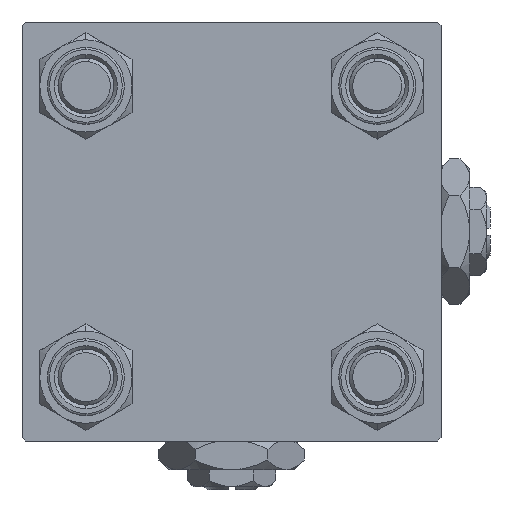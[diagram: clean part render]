
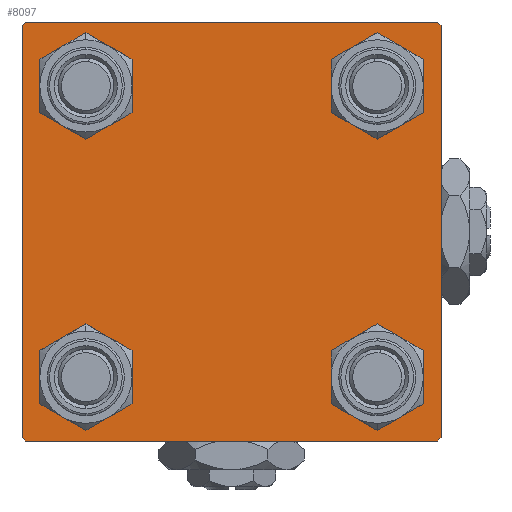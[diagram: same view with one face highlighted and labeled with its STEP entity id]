
A CAD part, left-side view. The second image highlights one B-rep face of the part: STEP entity #8097.
In plain terms, the highlighted planar face has unit normal (-1, 0, 0).
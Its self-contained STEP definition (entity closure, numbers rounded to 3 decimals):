
#310 = CARTESIAN_POINT ( 'NONE',  ( 0., 29.5, -30. ) ) ;
#523 = EDGE_CURVE ( 'NONE', #47673, #43494, #23758, .T. ) ;
#1257 = EDGE_CURVE ( 'NONE', #32731, #36031, #26735, .T. ) ;
#1457 = ORIENTED_EDGE ( 'NONE', *, *, #15196, .T. ) ;
#2130 = FACE_BOUND ( 'NONE', #51018, .T. ) ;
#2487 = AXIS2_PLACEMENT_3D ( 'NONE', #7818, #24089, #49167 ) ;
#2797 = CARTESIAN_POINT ( 'NONE',  ( 0., 29.75, 29.75 ) ) ;
#3147 = CARTESIAN_POINT ( 'NONE',  ( 0., 20.85, -16.35 ) ) ;
#3178 = DIRECTION ( 'NONE',  ( 0., 0., 1. ) ) ;
#3618 = ORIENTED_EDGE ( 'NONE', *, *, #25072, .F. ) ;
#5274 = VERTEX_POINT ( 'NONE', #45457 ) ;
#5471 = DIRECTION ( 'NONE',  ( 0., 0., 1. ) ) ;
#5580 = CARTESIAN_POINT ( 'NONE',  ( 0., -30., 29.5 ) ) ;
#5676 = EDGE_CURVE ( 'NONE', #14112, #18073, #14658, .T. ) ;
#6060 = CIRCLE ( 'NONE', #29942, 4.5 ) ;
#6663 = CARTESIAN_POINT ( 'NONE',  ( 0., 20.85, 20.85 ) ) ;
#6924 = CARTESIAN_POINT ( 'NONE',  ( 0., 30., -30. ) ) ;
#7601 = LINE ( 'NONE', #32147, #25387 ) ;
#7752 = ORIENTED_EDGE ( 'NONE', *, *, #9897, .T. ) ;
#7818 = CARTESIAN_POINT ( 'NONE',  ( 0., -20.85, -20.85 ) ) ;
#7869 = CARTESIAN_POINT ( 'NONE',  ( 0., -20.85, -25.35 ) ) ;
#7870 = ORIENTED_EDGE ( 'NONE', *, *, #23458, .T. ) ;
#8006 = CARTESIAN_POINT ( 'NONE',  ( 0., 20.85, -25.35 ) ) ;
#8097 = ADVANCED_FACE ( 'NONE', ( #42715, #2130, #14393, #35209, #30678 ), #10391, .T. ) ;
#8781 = EDGE_CURVE ( 'NONE', #37095, #47673, #43521, .T. ) ;
#9745 = CARTESIAN_POINT ( 'NONE',  ( 0., 20.85, -20.85 ) ) ;
#9897 = EDGE_CURVE ( 'NONE', #5274, #44410, #19309, .T. ) ;
#10391 = PLANE ( 'NONE',  #37822 ) ;
#10929 = DIRECTION ( 'NONE',  ( 1., 0., 0. ) ) ;
#11059 = CIRCLE ( 'NONE', #26411, 4.5 ) ;
#11500 = VERTEX_POINT ( 'NONE', #7869 ) ;
#11742 = CARTESIAN_POINT ( 'NONE',  ( 0., -29.75, -29.75 ) ) ;
#11790 = AXIS2_PLACEMENT_3D ( 'NONE', #39874, #19818, #27592 ) ;
#11810 = ORIENTED_EDGE ( 'NONE', *, *, #11840, .T. ) ;
#11840 = EDGE_CURVE ( 'NONE', #20196, #35372, #21712, .T. ) ;
#11888 = ORIENTED_EDGE ( 'NONE', *, *, #5676, .T. ) ;
#12207 = VECTOR ( 'NONE', #50707, 1000. ) ;
#12972 = CARTESIAN_POINT ( 'NONE',  ( 0., -30., -29.5 ) ) ;
#13214 = DIRECTION ( 'NONE',  ( 1., 0., 0. ) ) ;
#13461 = CARTESIAN_POINT ( 'NONE',  ( 0., -20.85, 20.85 ) ) ;
#13562 = CIRCLE ( 'NONE', #2487, 4.5 ) ;
#14112 = VERTEX_POINT ( 'NONE', #5580 ) ;
#14183 = EDGE_CURVE ( 'NONE', #44410, #31919, #27194, .T. ) ;
#14385 = CARTESIAN_POINT ( 'NONE',  ( 0., 20.85, 25.35 ) ) ;
#14393 = FACE_BOUND ( 'NONE', #42826, .T. ) ;
#14542 = LINE ( 'NONE', #51634, #37427 ) ;
#14658 = LINE ( 'NONE', #43514, #47969 ) ;
#15196 = EDGE_CURVE ( 'NONE', #27183, #45492, #31073, .T. ) ;
#15683 = VERTEX_POINT ( 'NONE', #44568 ) ;
#16006 = DIRECTION ( 'NONE',  ( 0., 0., 1. ) ) ;
#16510 = AXIS2_PLACEMENT_3D ( 'NONE', #6663, #10929, #19446 ) ;
#16537 = EDGE_CURVE ( 'NONE', #11500, #15683, #31148, .T. ) ;
#18073 = VERTEX_POINT ( 'NONE', #47105 ) ;
#19138 = EDGE_LOOP ( 'NONE', ( #37082, #7870 ) ) ;
#19309 = LINE ( 'NONE', #2797, #36985 ) ;
#19446 = DIRECTION ( 'NONE',  ( 0., 0., 1. ) ) ;
#19458 = CARTESIAN_POINT ( 'NONE',  ( 0., 30., 29.5 ) ) ;
#19818 = DIRECTION ( 'NONE',  ( 1., 0., 0. ) ) ;
#20105 = VECTOR ( 'NONE', #37586, 1000. ) ;
#20196 = VERTEX_POINT ( 'NONE', #51384 ) ;
#20506 = CARTESIAN_POINT ( 'NONE',  ( 0., -20.85, -20.85 ) ) ;
#21041 = CARTESIAN_POINT ( 'NONE',  ( 0., -29.5, -30. ) ) ;
#21103 = EDGE_LOOP ( 'NONE', ( #50802, #11810 ) ) ;
#21137 = DIRECTION ( 'NONE',  ( 0., 0., 1. ) ) ;
#21276 = LINE ( 'NONE', #29308, #20105 ) ;
#21712 = CIRCLE ( 'NONE', #30232, 4.5 ) ;
#22440 = ORIENTED_EDGE ( 'NONE', *, *, #22652, .T. ) ;
#22537 = DIRECTION ( 'NONE',  ( 0., 0., -1. ) ) ;
#22652 = EDGE_CURVE ( 'NONE', #31919, #37095, #7601, .T. ) ;
#23280 = DIRECTION ( 'NONE',  ( 0., 0., 1. ) ) ;
#23448 = DIRECTION ( 'NONE',  ( 0., 0., -1. ) ) ;
#23458 = EDGE_CURVE ( 'NONE', #36031, #32731, #34802, .T. ) ;
#23753 = DIRECTION ( 'NONE',  ( 1., 0., 0. ) ) ;
#23758 = LINE ( 'NONE', #11742, #41179 ) ;
#24089 = DIRECTION ( 'NONE',  ( 1., 0., 0. ) ) ;
#25072 = EDGE_CURVE ( 'NONE', #14112, #43494, #14542, .T. ) ;
#25387 = VECTOR ( 'NONE', #27358, 1000. ) ;
#25476 = ORIENTED_EDGE ( 'NONE', *, *, #46208, .T. ) ;
#25744 = DIRECTION ( 'NONE',  ( 0., 0., 1. ) ) ;
#26330 = EDGE_LOOP ( 'NONE', ( #32961, #22440, #30060, #30393, #3618, #11888, #49338, #7752 ) ) ;
#26411 = AXIS2_PLACEMENT_3D ( 'NONE', #13461, #46051, #25744 ) ;
#26735 = CIRCLE ( 'NONE', #16510, 4.5 ) ;
#27183 = VERTEX_POINT ( 'NONE', #8006 ) ;
#27194 = LINE ( 'NONE', #51485, #34499 ) ;
#27239 = DIRECTION ( 'NONE',  ( 0., -0.707, 0.707 ) ) ;
#27297 = CARTESIAN_POINT ( 'NONE',  ( 0., -20.85, 20.85 ) ) ;
#27358 = DIRECTION ( 'NONE',  ( 0., -0.707, -0.707 ) ) ;
#27487 = CARTESIAN_POINT ( 'NONE',  ( 0., 20.85, 16.35 ) ) ;
#27592 = DIRECTION ( 'NONE',  ( 0., 0., 1. ) ) ;
#28508 = AXIS2_PLACEMENT_3D ( 'NONE', #34496, #29966, #21137 ) ;
#28586 = AXIS2_PLACEMENT_3D ( 'NONE', #20506, #23753, #16006 ) ;
#28971 = DIRECTION ( 'NONE',  ( -1., 0., 0. ) ) ;
#29308 = CARTESIAN_POINT ( 'NONE',  ( 0., 30., 30. ) ) ;
#29942 = AXIS2_PLACEMENT_3D ( 'NONE', #9745, #13214, #5471 ) ;
#29966 = DIRECTION ( 'NONE',  ( 1., 0., 0. ) ) ;
#30060 = ORIENTED_EDGE ( 'NONE', *, *, #8781, .T. ) ;
#30232 = AXIS2_PLACEMENT_3D ( 'NONE', #27297, #40364, #23280 ) ;
#30393 = ORIENTED_EDGE ( 'NONE', *, *, #523, .T. ) ;
#30411 = DIRECTION ( 'NONE',  ( 0., 0.707, 0.707 ) ) ;
#30678 = FACE_OUTER_BOUND ( 'NONE', #26330, .T. ) ;
#31073 = CIRCLE ( 'NONE', #28508, 4.5 ) ;
#31148 = CIRCLE ( 'NONE', #28586, 4.5 ) ;
#31919 = VERTEX_POINT ( 'NONE', #41141 ) ;
#32147 = CARTESIAN_POINT ( 'NONE',  ( 0., 29.75, -29.75 ) ) ;
#32731 = VERTEX_POINT ( 'NONE', #14385 ) ;
#32961 = ORIENTED_EDGE ( 'NONE', *, *, #14183, .T. ) ;
#34496 = CARTESIAN_POINT ( 'NONE',  ( 0., 20.85, -20.85 ) ) ;
#34499 = VECTOR ( 'NONE', #23448, 1000. ) ;
#34802 = CIRCLE ( 'NONE', #11790, 4.5 ) ;
#35209 = FACE_BOUND ( 'NONE', #19138, .T. ) ;
#35372 = VERTEX_POINT ( 'NONE', #42391 ) ;
#36031 = VERTEX_POINT ( 'NONE', #27487 ) ;
#36278 = EDGE_CURVE ( 'NONE', #5274, #18073, #21276, .T. ) ;
#36985 = VECTOR ( 'NONE', #52166, 1000. ) ;
#37082 = ORIENTED_EDGE ( 'NONE', *, *, #1257, .T. ) ;
#37095 = VERTEX_POINT ( 'NONE', #310 ) ;
#37427 = VECTOR ( 'NONE', #22537, 1000. ) ;
#37586 = DIRECTION ( 'NONE',  ( 0., -1., 0. ) ) ;
#37822 = AXIS2_PLACEMENT_3D ( 'NONE', #49526, #28971, #3178 ) ;
#39874 = CARTESIAN_POINT ( 'NONE',  ( 0., 20.85, 20.85 ) ) ;
#40364 = DIRECTION ( 'NONE',  ( 1., 0., 0. ) ) ;
#40781 = ORIENTED_EDGE ( 'NONE', *, *, #16537, .T. ) ;
#41141 = CARTESIAN_POINT ( 'NONE',  ( 0., 30., -29.5 ) ) ;
#41179 = VECTOR ( 'NONE', #27239, 1000. ) ;
#42391 = CARTESIAN_POINT ( 'NONE',  ( 0., -20.85, 25.35 ) ) ;
#42715 = FACE_BOUND ( 'NONE', #21103, .T. ) ;
#42826 = EDGE_LOOP ( 'NONE', ( #45181, #1457 ) ) ;
#43494 = VERTEX_POINT ( 'NONE', #12972 ) ;
#43514 = CARTESIAN_POINT ( 'NONE',  ( 0., -29.75, 29.75 ) ) ;
#43521 = LINE ( 'NONE', #6924, #12207 ) ;
#44410 = VERTEX_POINT ( 'NONE', #19458 ) ;
#44568 = CARTESIAN_POINT ( 'NONE',  ( 0., -20.85, -16.35 ) ) ;
#45181 = ORIENTED_EDGE ( 'NONE', *, *, #51609, .T. ) ;
#45457 = CARTESIAN_POINT ( 'NONE',  ( 0., 29.5, 30. ) ) ;
#45492 = VERTEX_POINT ( 'NONE', #3147 ) ;
#46051 = DIRECTION ( 'NONE',  ( 1., 0., 0. ) ) ;
#46208 = EDGE_CURVE ( 'NONE', #15683, #11500, #13562, .T. ) ;
#47105 = CARTESIAN_POINT ( 'NONE',  ( 0., -29.5, 30. ) ) ;
#47673 = VERTEX_POINT ( 'NONE', #21041 ) ;
#47969 = VECTOR ( 'NONE', #30411, 1000. ) ;
#48297 = EDGE_CURVE ( 'NONE', #35372, #20196, #11059, .T. ) ;
#49167 = DIRECTION ( 'NONE',  ( 0., 0., 1. ) ) ;
#49338 = ORIENTED_EDGE ( 'NONE', *, *, #36278, .F. ) ;
#49526 = CARTESIAN_POINT ( 'NONE',  ( 0., 0., 0. ) ) ;
#50707 = DIRECTION ( 'NONE',  ( 0., -1., 0. ) ) ;
#50802 = ORIENTED_EDGE ( 'NONE', *, *, #48297, .T. ) ;
#51018 = EDGE_LOOP ( 'NONE', ( #25476, #40781 ) ) ;
#51384 = CARTESIAN_POINT ( 'NONE',  ( 0., -20.85, 16.35 ) ) ;
#51485 = CARTESIAN_POINT ( 'NONE',  ( 0., 30., 30. ) ) ;
#51609 = EDGE_CURVE ( 'NONE', #45492, #27183, #6060, .T. ) ;
#51634 = CARTESIAN_POINT ( 'NONE',  ( 0., -30., 30. ) ) ;
#52166 = DIRECTION ( 'NONE',  ( 0., 0.707, -0.707 ) ) ;
